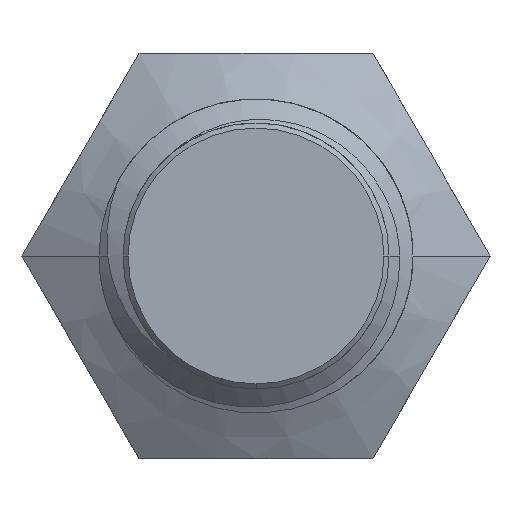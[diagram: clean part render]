
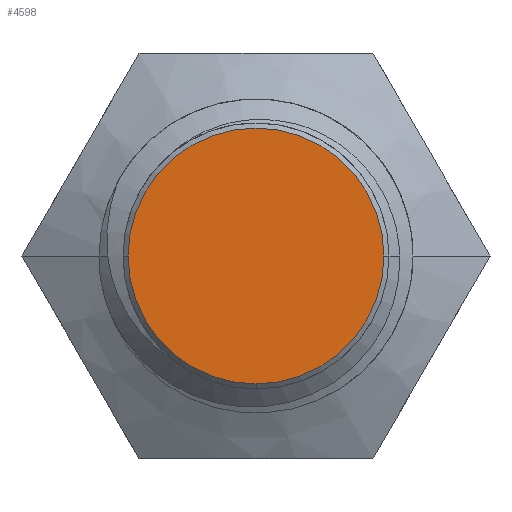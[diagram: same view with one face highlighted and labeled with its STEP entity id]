
A CAD part, left-side view. The second image highlights one B-rep face of the part: STEP entity #4598.
In plain terms, the highlighted planar face has unit normal (-1, 0, 0).
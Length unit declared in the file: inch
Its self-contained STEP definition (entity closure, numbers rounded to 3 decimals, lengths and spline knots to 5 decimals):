
#183 = DIRECTION ( 'NONE',  ( -1., 0., 0. ) ) ;
#326 = CARTESIAN_POINT ( 'NONE',  ( 0., 0., 0. ) ) ;
#365 = DIRECTION ( 'NONE',  ( -1., 0., 0. ) ) ;
#380 = VERTEX_POINT ( 'NONE', #7322 ) ;
#462 = AXIS2_PLACEMENT_3D ( 'NONE', #6468, #183, #1334 ) ;
#1263 = EDGE_LOOP ( 'NONE', ( #5670, #5891, #2744 ) ) ;
#1269 = DIRECTION ( 'NONE',  ( 0., 1., 0. ) ) ;
#1334 = DIRECTION ( 'NONE',  ( 0., -1., 0. ) ) ;
#1755 = CARTESIAN_POINT ( 'NONE',  ( 0., 0., 0. ) ) ;
#1766 = CARTESIAN_POINT ( 'NONE',  ( 0., -0.09941, 0. ) ) ;
#2140 = CARTESIAN_POINT ( 'NONE',  ( 0., 0.09941, 0. ) ) ;
#2425 = FACE_OUTER_BOUND ( 'NONE', #1263, .T. ) ;
#2744 = ORIENTED_EDGE ( 'NONE', *, *, #5271, .T. ) ;
#3583 = CARTESIAN_POINT ( 'NONE',  ( 0., 0., 0. ) ) ;
#3714 = AXIS2_PLACEMENT_3D ( 'NONE', #326, #365, #1269 ) ;
#3741 = EDGE_CURVE ( 'NONE', #5461, #380, #5645, .T. ) ;
#4146 = PLANE ( 'NONE',  #7190 ) ;
#4598 = ADVANCED_FACE ( 'NONE', ( #2425 ), #4146, .T. ) ;
#5271 = EDGE_CURVE ( 'NONE', #6082, #5461, #6102, .T. ) ;
#5285 = DIRECTION ( 'NONE',  ( -1., 0., 0. ) ) ;
#5304 = DIRECTION ( 'NONE',  ( -1., 0., 0. ) ) ;
#5461 = VERTEX_POINT ( 'NONE', #2140 ) ;
#5525 = AXIS2_PLACEMENT_3D ( 'NONE', #1755, #5304, #6430 ) ;
#5645 = CIRCLE ( 'NONE', #5525, 0.09941 ) ;
#5670 = ORIENTED_EDGE ( 'NONE', *, *, #3741, .T. ) ;
#5891 = ORIENTED_EDGE ( 'NONE', *, *, #6055, .T. ) ;
#6055 = EDGE_CURVE ( 'NONE', #380, #6082, #7409, .T. ) ;
#6082 = VERTEX_POINT ( 'NONE', #1766 ) ;
#6102 = CIRCLE ( 'NONE', #462, 0.09941 ) ;
#6430 = DIRECTION ( 'NONE',  ( 0., 1., 0. ) ) ;
#6468 = CARTESIAN_POINT ( 'NONE',  ( 0., 0., 0. ) ) ;
#6833 = DIRECTION ( 'NONE',  ( 0., 0., 1. ) ) ;
#7190 = AXIS2_PLACEMENT_3D ( 'NONE', #3583, #5285, #6833 ) ;
#7322 = CARTESIAN_POINT ( 'NONE',  ( 0., 0., -0.09941 ) ) ;
#7409 = CIRCLE ( 'NONE', #3714, 0.09941 ) ;
